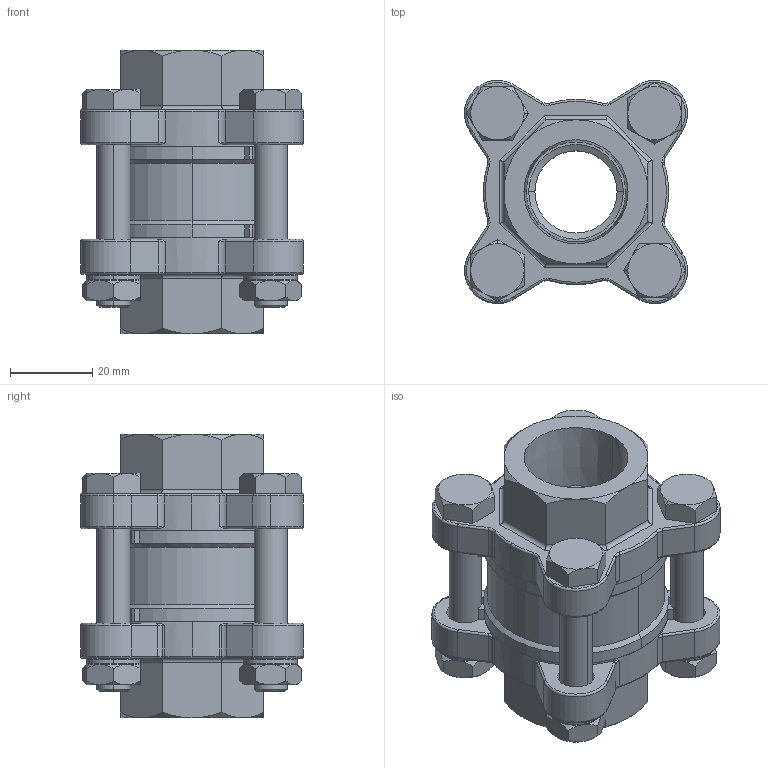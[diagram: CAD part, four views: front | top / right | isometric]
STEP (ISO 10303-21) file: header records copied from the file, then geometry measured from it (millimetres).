
FILE_DESCRIPTION (( 'STEP AP203' ), '1' );
FILE_NAME ('WA-002-S008-PN40-TOTAL ASSEMBLY.STEP', '2019-02-14T06:42:39', ( '' ), ( '' ), 'SwSTEP 2.0', 'SolidWorks 2012', '' );
FILE_SCHEMA (( 'CONFIG_CONTROL_DESIGN' ));
Length unit declared in the file: millimetre
Products named in the file (6): WA-002-S008-PN40-TOTAL ASSEMBLY; WA-002-S008-PN40-34-NUT; WA-002-S008-PN40-34-WASHER; WA-002-S008-PN40-34-BOLT; WA-002-S008-PN40-34-CAP; WA-002-S008-PN40-34-BODY
Assembly tree (15 placements, depth 2):
  WA-002-S008-PN40-TOTAL ASSEMBLY
    WA-002-S008-PN40-34-BODY
    WA-002-S008-PN40-34-CAP  x2
    WA-002-S008-PN40-34-BOLT  x4
    WA-002-S008-PN40-34-WASHER  x4
    WA-002-S008-PN40-34-NUT  x4
Bounding box: 54.2 x 54.19 x 69 mm (x, y, z)
Volume: 86467.3 mm3; surface area: 36439 mm2
Topology: 15 solids, 15 shells, 510 faces, 1156 edges, 684 vertices
Faces by surface type: cylinder 162, plane 138, cone 120, torus 90
Entity records: 7511 total; most frequent: CARTESIAN_POINT 1465, DIRECTION 1183, ORIENTED_EDGE 1028, EDGE_CURVE 514, AXIS2_PLACEMENT_3D 500, VERTEX_POINT 306, CIRCLE 261, EDGE_LOOP 240
